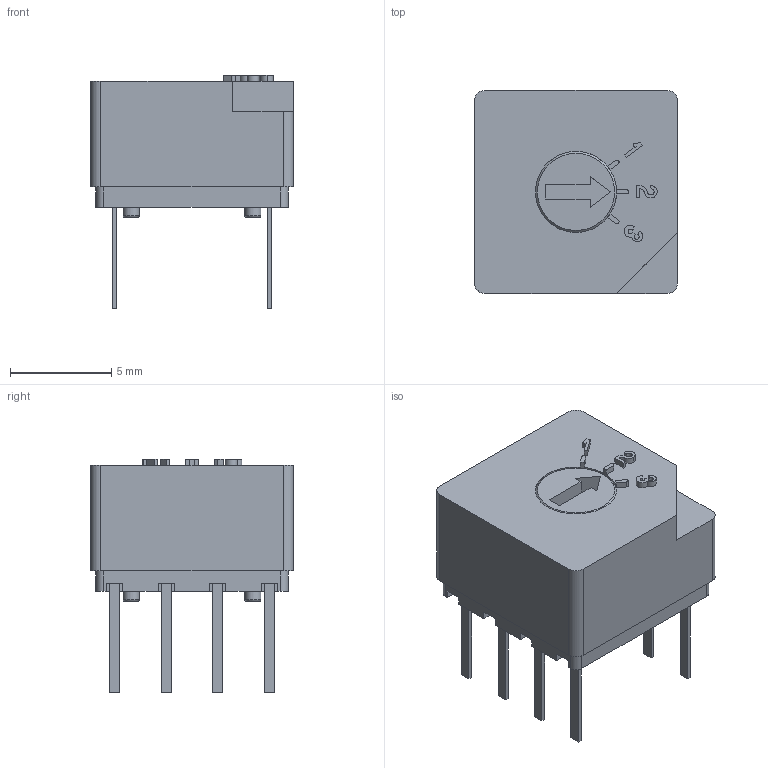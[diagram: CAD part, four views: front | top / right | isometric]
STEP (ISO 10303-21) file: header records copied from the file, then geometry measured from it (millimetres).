
FILE_DESCRIPTION(/* description */ ('STEP AP214'),/* implementation_level */ '2;1');
FILE_NAME(/* name */ 'SS-10-23NPE',/* time_stamp */ '2023-04-18T02:41:49+02:00',/* author */ ('License CC BY-ND 4.0'),/* organization */ ('CADENAS'),/* preprocessor_version */ 'ST-DEVELOPER v19.3',/* originating_system */ 'PARTsolutions',/* authorisation */ ' ');
FILE_SCHEMA (('AUTOMOTIVE_DESIGN {1 0 10303 214 3 1 1}'));
Length unit declared in the file: millimetre
Products named in the file (3): SS-10-23NPE; SS-10_3wokwo-knob; SS-10-3-w/o-body
Assembly tree (2 placements, depth 2):
  SS-10-23NPE
    SS-10_3wokwo-knob
    SS-10-3-w/o-body
Bounding box: 10 x 10 x 11.5 mm (x, y, z)
Volume: 600.8 mm3; surface area: 586.3 mm2
Topology: 2 solids, 2 shells, 168 faces, 434 edges, 289 vertices
Faces by surface type: plane 136, cylinder 27, torus 4, cone 1
Full cylindrical faces by diameter (mm): 0.8 x4, 4 x2
Entity records: 6136 total; most frequent: CARTESIAN_POINT 873, ORIENTED_EDGE 836, DIRECTION 824, EDGE_CURVE 418, LINE 354, VECTOR 354, VERTEX_POINT 284, AXIS2_PLACEMENT_3D 235
